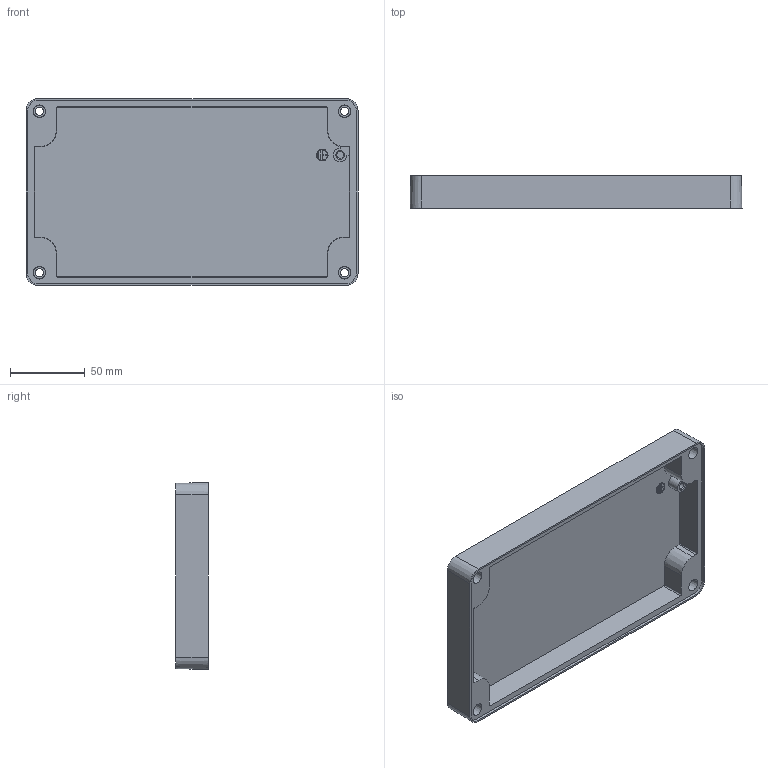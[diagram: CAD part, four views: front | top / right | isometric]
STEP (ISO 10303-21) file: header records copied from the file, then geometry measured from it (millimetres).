
FILE_DESCRIPTION((''),'2;1');
FILE_NAME('1222COVER-28693-V6','2009-10-27T',('fxhongdongluo'),(''),'PRO/ENGINEER BY PARAMETRIC TECHNOLOGY CORPORATION, 2007160','PRO/ENGINEER BY PARAMETRIC TECHNOLOGY CORPORATION, 2007160','');
FILE_SCHEMA(('CONFIG_CONTROL_DESIGN'));
Length unit declared in the file: millimetre
Products named in the file (1): 1222COVER-28693-V6
Bounding box: 222.04 x 21.8 x 124.84 mm (x, y, z)
Volume: 185449.7 mm3; surface area: 83490.5 mm2
Topology: 1 solids, 1 shells, 126 faces, 306 edges, 198 vertices
Faces by surface type: plane 50, cone 46, cylinder 22, torus 8
Entity records: 3802 total; most frequent: DIRECTION 696, CARTESIAN_POINT 657, ORIENTED_EDGE 612, EDGE_CURVE 306, AXIS2_PLACEMENT_3D 267, VERTEX_POINT 198, VECTOR 162, LINE 162
